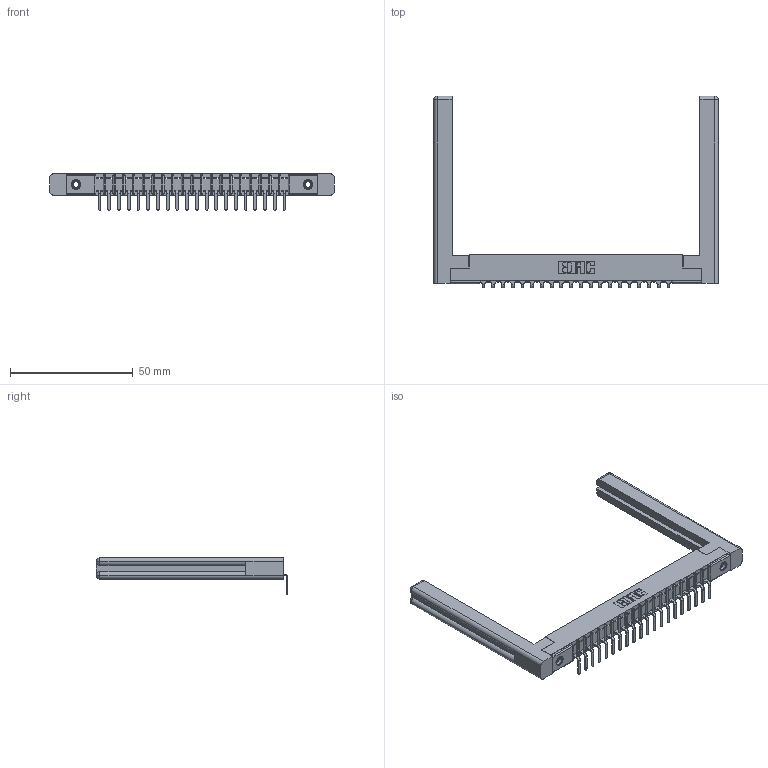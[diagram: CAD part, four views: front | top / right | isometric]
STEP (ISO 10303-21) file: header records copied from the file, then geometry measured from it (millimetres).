
FILE_DESCRIPTION (( 'STEP AP203' ), '1' );
FILE_NAME ('357-020-559-158.STEP', '2022-07-12T22:34:46', ( '' ), ( '' ), 'SwSTEP 2.0', 'SolidWorks 2020', '' );
FILE_SCHEMA (( 'CONFIG_CONTROL_DESIGN' ));
Length unit declared in the file: inch
Products named in the file (5): 345-250-001_345-250-001-102; 307-290-001_558 559 - 1 (Single); 307 Part_.156 Dia Mounting Holes; 357-020-559-158; 307-220-058
Assembly tree (25 placements, depth 2):
  357-020-559-158
    307 Part_.156 Dia Mounting Holes
    307-290-001_558 559 - 1 (Single)  x20
    307-220-058  x2
    345-250-001_345-250-001-102  x2
Bounding box: 115.87 x 78.02 x 14.81 mm (x, y, z)
Volume: 15049.4 mm3; surface area: 16679.5 mm2
Topology: 25 solids, 25 shells, 1481 faces, 4157 edges, 2674 vertices
Faces by surface type: plane 934, cylinder 481, sphere 42, torus 12, cone 12
Entity records: 22595 total; most frequent: CARTESIAN_POINT 3807, ORIENTED_EDGE 3732, DIRECTION 3676, EDGE_CURVE 1866, VECTOR 1418, LINE 1418, VERTEX_POINT 1206, AXIS2_PLACEMENT_3D 1129
